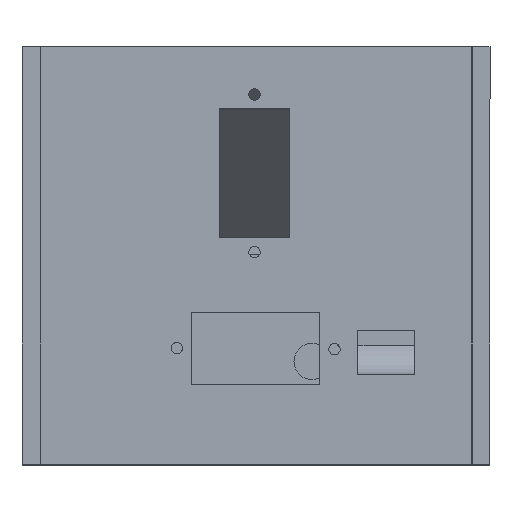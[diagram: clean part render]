
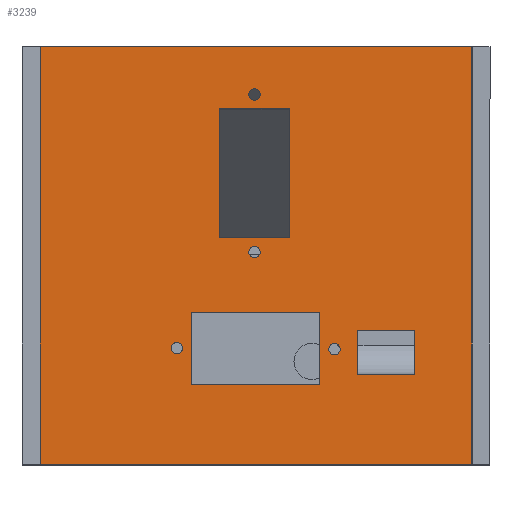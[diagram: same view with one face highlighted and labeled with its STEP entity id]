
A CAD part, top view. The second image highlights one B-rep face of the part: STEP entity #3239.
In plain terms, the highlighted face is planar.
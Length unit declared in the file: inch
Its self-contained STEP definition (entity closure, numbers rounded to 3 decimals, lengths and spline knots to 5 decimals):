
#137=FACE_BOUND('',#583,.T.);
#138=FACE_BOUND('',#584,.T.);
#139=FACE_BOUND('',#585,.T.);
#140=FACE_BOUND('',#586,.T.);
#141=FACE_BOUND('',#587,.T.);
#142=FACE_BOUND('',#588,.T.);
#143=FACE_BOUND('',#589,.T.);
#219=PLANE('',#3563);
#380=FACE_OUTER_BOUND('',#582,.T.);
#582=EDGE_LOOP('',(#2717,#2718,#2719,#2720));
#583=EDGE_LOOP('',(#2721));
#584=EDGE_LOOP('',(#2722));
#585=EDGE_LOOP('',(#2723));
#586=EDGE_LOOP('',(#2724));
#587=EDGE_LOOP('',(#2725,#2726,#2727,#2728));
#588=EDGE_LOOP('',(#2729,#2730,#2731,#2732));
#589=EDGE_LOOP('',(#2733,#2734,#2735,#2736));
#807=LINE('',#4924,#1192);
#811=LINE('',#4932,#1196);
#814=LINE('',#4938,#1199);
#817=LINE('',#4943,#1202);
#827=LINE('',#4963,#1212);
#829=LINE('',#4967,#1214);
#831=LINE('',#4971,#1216);
#833=LINE('',#4974,#1218);
#865=LINE('',#5039,#1250);
#867=LINE('',#5043,#1252);
#869=LINE('',#5047,#1254);
#871=LINE('',#5050,#1256);
#873=LINE('',#5057,#1258);
#874=LINE('',#5059,#1259);
#875=LINE('',#5061,#1260);
#876=LINE('',#5062,#1261);
#1192=VECTOR('',#4036,0.3937);
#1196=VECTOR('',#4042,0.3937);
#1199=VECTOR('',#4047,0.3937);
#1202=VECTOR('',#4052,0.3937);
#1212=VECTOR('',#4070,0.3937);
#1214=VECTOR('',#4074,0.3937);
#1216=VECTOR('',#4078,0.3937);
#1218=VECTOR('',#4082,0.3937);
#1250=VECTOR('',#4144,0.3937);
#1252=VECTOR('',#4148,0.3937);
#1254=VECTOR('',#4152,0.3937);
#1256=VECTOR('',#4156,0.3937);
#1258=VECTOR('',#4164,0.3937);
#1259=VECTOR('',#4165,0.3937);
#1260=VECTOR('',#4166,0.3937);
#1261=VECTOR('',#4167,0.3937);
#1478=CIRCLE('',#3525,0.03937);
#1479=CIRCLE('',#3527,0.03937);
#1480=CIRCLE('',#3529,0.03937);
#1481=CIRCLE('',#3531,0.03937);
#1628=VERTEX_POINT('',#4906);
#1629=VERTEX_POINT('',#4910);
#1630=VERTEX_POINT('',#4914);
#1631=VERTEX_POINT('',#4918);
#1632=VERTEX_POINT('',#4922);
#1633=VERTEX_POINT('',#4923);
#1636=VERTEX_POINT('',#4931);
#1638=VERTEX_POINT('',#4937);
#1644=VERTEX_POINT('',#4960);
#1645=VERTEX_POINT('',#4962);
#1646=VERTEX_POINT('',#4966);
#1647=VERTEX_POINT('',#4970);
#1664=VERTEX_POINT('',#5036);
#1665=VERTEX_POINT('',#5038);
#1666=VERTEX_POINT('',#5042);
#1667=VERTEX_POINT('',#5046);
#1668=VERTEX_POINT('',#5055);
#1669=VERTEX_POINT('',#5056);
#1670=VERTEX_POINT('',#5058);
#1671=VERTEX_POINT('',#5060);
#1977=EDGE_CURVE('',#1628,#1628,#1478,.T.);
#1979=EDGE_CURVE('',#1629,#1629,#1479,.T.);
#1981=EDGE_CURVE('',#1630,#1630,#1480,.T.);
#1983=EDGE_CURVE('',#1631,#1631,#1481,.T.);
#1985=EDGE_CURVE('',#1632,#1633,#807,.T.);
#1989=EDGE_CURVE('',#1636,#1632,#811,.T.);
#1992=EDGE_CURVE('',#1638,#1636,#814,.T.);
#1995=EDGE_CURVE('',#1633,#1638,#817,.T.);
#2005=EDGE_CURVE('',#1645,#1644,#827,.T.);
#2007=EDGE_CURVE('',#1646,#1645,#829,.T.);
#2009=EDGE_CURVE('',#1647,#1646,#831,.T.);
#2011=EDGE_CURVE('',#1644,#1647,#833,.T.);
#2043=EDGE_CURVE('',#1665,#1664,#865,.T.);
#2045=EDGE_CURVE('',#1666,#1665,#867,.T.);
#2047=EDGE_CURVE('',#1667,#1666,#869,.T.);
#2049=EDGE_CURVE('',#1664,#1667,#871,.T.);
#2051=EDGE_CURVE('',#1668,#1669,#873,.T.);
#2052=EDGE_CURVE('',#1669,#1670,#874,.T.);
#2053=EDGE_CURVE('',#1671,#1670,#875,.T.);
#2054=EDGE_CURVE('',#1668,#1671,#876,.T.);
#2717=ORIENTED_EDGE('',*,*,#2051,.T.);
#2718=ORIENTED_EDGE('',*,*,#2052,.T.);
#2719=ORIENTED_EDGE('',*,*,#2053,.F.);
#2720=ORIENTED_EDGE('',*,*,#2054,.F.);
#2721=ORIENTED_EDGE('',*,*,#1977,.T.);
#2722=ORIENTED_EDGE('',*,*,#1979,.T.);
#2723=ORIENTED_EDGE('',*,*,#1981,.T.);
#2724=ORIENTED_EDGE('',*,*,#1983,.T.);
#2725=ORIENTED_EDGE('',*,*,#1985,.T.);
#2726=ORIENTED_EDGE('',*,*,#1995,.T.);
#2727=ORIENTED_EDGE('',*,*,#1992,.T.);
#2728=ORIENTED_EDGE('',*,*,#1989,.T.);
#2729=ORIENTED_EDGE('',*,*,#2009,.T.);
#2730=ORIENTED_EDGE('',*,*,#2007,.T.);
#2731=ORIENTED_EDGE('',*,*,#2005,.T.);
#2732=ORIENTED_EDGE('',*,*,#2011,.T.);
#2733=ORIENTED_EDGE('',*,*,#2047,.T.);
#2734=ORIENTED_EDGE('',*,*,#2045,.T.);
#2735=ORIENTED_EDGE('',*,*,#2043,.T.);
#2736=ORIENTED_EDGE('',*,*,#2049,.T.);
#3239=ADVANCED_FACE('',(#380,#137,#138,#139,#140,#141,#142,#143),#219,.T.);
#3525=AXIS2_PLACEMENT_3D('',#4907,#4016,#4017);
#3527=AXIS2_PLACEMENT_3D('',#4911,#4021,#4022);
#3529=AXIS2_PLACEMENT_3D('',#4915,#4026,#4027);
#3531=AXIS2_PLACEMENT_3D('',#4919,#4031,#4032);
#3563=AXIS2_PLACEMENT_3D('',#5054,#4162,#4163);
#4016=DIRECTION('center_axis',(1.,0.,0.));
#4017=DIRECTION('ref_axis',(0.,0.,1.));
#4021=DIRECTION('center_axis',(1.,0.,0.));
#4022=DIRECTION('ref_axis',(0.,0.,1.));
#4026=DIRECTION('center_axis',(1.,0.,0.));
#4027=DIRECTION('ref_axis',(0.,0.,1.));
#4031=DIRECTION('center_axis',(1.,0.,0.));
#4032=DIRECTION('ref_axis',(0.,0.,1.));
#4036=DIRECTION('',(0.,-1.,0.));
#4042=DIRECTION('',(0.,0.,1.));
#4047=DIRECTION('',(0.,1.,0.));
#4052=DIRECTION('',(0.,0.,-1.));
#4070=DIRECTION('',(0.,1.,0.));
#4074=DIRECTION('',(0.,0.,-1.));
#4078=DIRECTION('',(0.,-1.,0.));
#4082=DIRECTION('',(0.,0.,1.));
#4144=DIRECTION('',(0.,0.,-1.));
#4148=DIRECTION('',(0.,-1.,0.));
#4152=DIRECTION('',(0.,0.,1.));
#4156=DIRECTION('',(0.,1.,0.));
#4162=DIRECTION('center_axis',(-1.,0.,0.));
#4163=DIRECTION('ref_axis',(0.,-1.,0.));
#4164=DIRECTION('',(0.,-1.,0.));
#4165=DIRECTION('',(0.,0.,1.));
#4166=DIRECTION('',(0.,-1.,0.));
#4167=DIRECTION('',(0.,0.,1.));
#4906=CARTESIAN_POINT('',(-2.5,1.11741,1.4496));
#4907=CARTESIAN_POINT('Origin',(-2.5,1.11741,1.48897));
#4910=CARTESIAN_POINT('',(-2.5,0.0228,1.4496));
#4911=CARTESIAN_POINT('Origin',(-2.5,0.0228,1.48897));
#4914=CARTESIAN_POINT('',(-2.5,-0.65081,2.00543));
#4915=CARTESIAN_POINT('Origin',(-2.5,-0.65081,2.0448));
#4918=CARTESIAN_POINT('',(-2.5,-0.64433,0.91086));
#4919=CARTESIAN_POINT('Origin',(-2.5,-0.64433,0.95023));
#4922=CARTESIAN_POINT('',(-2.5,1.0192,1.7328));
#4923=CARTESIAN_POINT('',(-2.5,0.1236,1.7328));
#4924=CARTESIAN_POINT('',(-2.5,1.2346,1.7328));
#4931=CARTESIAN_POINT('',(-2.5,1.0192,1.24361));
#4932=CARTESIAN_POINT('',(-2.5,1.0192,0.6218));
#4937=CARTESIAN_POINT('',(-2.5,0.1236,1.24361));
#4938=CARTESIAN_POINT('',(-2.5,0.7868,1.24361));
#4943=CARTESIAN_POINT('',(-2.5,0.1236,0.8664));
#4960=CARTESIAN_POINT('',(-2.5,-0.39972,1.05062));
#4962=CARTESIAN_POINT('',(-2.5,-0.89398,1.05062));
#4963=CARTESIAN_POINT('',(-2.5,0.27801,1.05062));
#4966=CARTESIAN_POINT('',(-2.5,-0.89398,1.94399));
#4967=CARTESIAN_POINT('',(-2.5,-0.89398,0.97199));
#4970=CARTESIAN_POINT('',(-2.5,-0.39972,1.94399));
#4971=CARTESIAN_POINT('',(-2.5,0.52514,1.94399));
#4974=CARTESIAN_POINT('',(-2.5,-0.39972,0.52531));
#5036=CARTESIAN_POINT('',(-2.5,-0.82441,2.2013));
#5038=CARTESIAN_POINT('',(-2.5,-0.82441,2.60104));
#5039=CARTESIAN_POINT('',(-2.5,-0.82441,1.30052));
#5042=CARTESIAN_POINT('',(-2.5,-0.52441,2.60104));
#5043=CARTESIAN_POINT('',(-2.5,0.4628,2.60104));
#5046=CARTESIAN_POINT('',(-2.5,-0.52441,2.2013));
#5047=CARTESIAN_POINT('',(-2.5,-0.52441,1.10065));
#5050=CARTESIAN_POINT('',(-2.5,0.3128,2.2013));
#5054=CARTESIAN_POINT('Origin',(-2.5,1.45,0.));
#5055=CARTESIAN_POINT('',(-2.5,1.45,0.));
#5056=CARTESIAN_POINT('',(-2.5,-1.45,0.));
#5057=CARTESIAN_POINT('',(-2.5,1.45,0.));
#5058=CARTESIAN_POINT('',(-2.5,-1.45,3.));
#5059=CARTESIAN_POINT('',(-2.5,-1.45,0.));
#5060=CARTESIAN_POINT('',(-2.5,1.45,3.));
#5061=CARTESIAN_POINT('',(-2.5,1.45,3.));
#5062=CARTESIAN_POINT('',(-2.5,1.45,0.));
